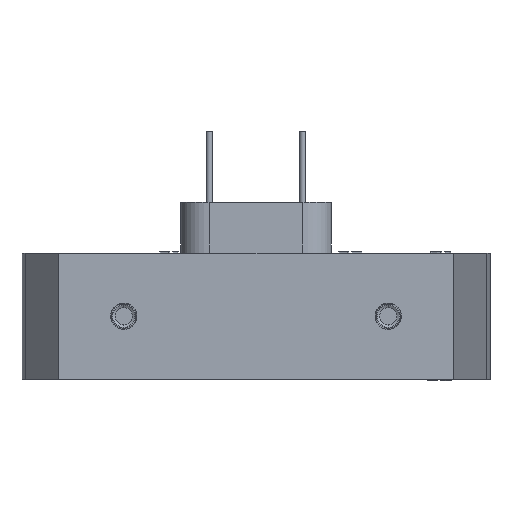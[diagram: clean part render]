
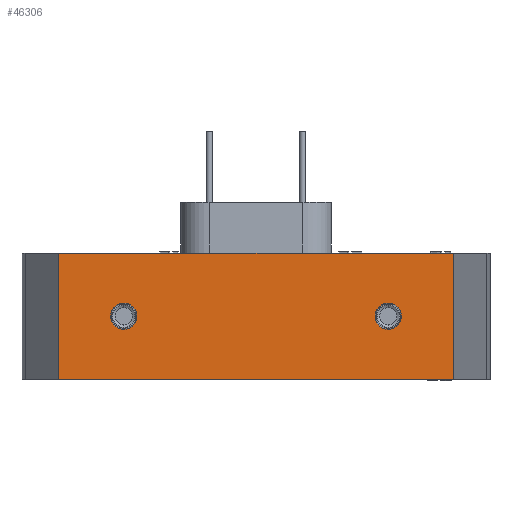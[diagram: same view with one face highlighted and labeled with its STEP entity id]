
A CAD part, front view. The second image highlights one B-rep face of the part: STEP entity #46306.
In plain terms, the highlighted planar face has unit normal (0, -1, 0).
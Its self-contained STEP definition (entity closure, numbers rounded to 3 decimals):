
#93 = DIRECTION ( 'NONE',  ( 0., 0., -1. ) ) ;
#1879 = CARTESIAN_POINT ( 'NONE',  ( -97., -117., 31. ) ) ;
#2715 = VERTEX_POINT ( 'NONE', #81272 ) ;
#6662 = DIRECTION ( 'NONE',  ( 0., 0., -1. ) ) ;
#8976 = DIRECTION ( 'NONE',  ( 0., 1., 0. ) ) ;
#9456 = VERTEX_POINT ( 'NONE', #22659 ) ;
#10379 = DIRECTION ( 'NONE',  ( 1., 0., 0. ) ) ;
#11055 = CARTESIAN_POINT ( 'NONE',  ( 97., -117., 31. ) ) ;
#11283 = AXIS2_PLACEMENT_3D ( 'NONE', #17655, #67088, #24788 ) ;
#13249 = EDGE_CURVE ( 'NONE', #73620, #14130, #40920, .T. ) ;
#13587 = EDGE_CURVE ( 'NONE', #59319, #62932, #38625, .T. ) ;
#14130 = VERTEX_POINT ( 'NONE', #26399 ) ;
#14533 = CARTESIAN_POINT ( 'NONE',  ( 97., -117., 31. ) ) ;
#15450 = AXIS2_PLACEMENT_3D ( 'NONE', #31042, #49041, #6662 ) ;
#16474 = CIRCLE ( 'NONE', #73981, 6.5 ) ;
#16960 = DIRECTION ( 'NONE',  ( 0., 0., -1. ) ) ;
#17237 = ORIENTED_EDGE ( 'NONE', *, *, #77977, .T. ) ;
#17655 = CARTESIAN_POINT ( 'NONE',  ( -65., -117., 0. ) ) ;
#21503 = EDGE_CURVE ( 'NONE', #50670, #73990, #79065, .T. ) ;
#22659 = CARTESIAN_POINT ( 'NONE',  ( 97., -117., -31. ) ) ;
#23197 = EDGE_LOOP ( 'NONE', ( #17237, #63082, #69853, #53363 ) ) ;
#24788 = DIRECTION ( 'NONE',  ( 0., 0., -1. ) ) ;
#24933 = VECTOR ( 'NONE', #63565, 1000. ) ;
#26399 = CARTESIAN_POINT ( 'NONE',  ( 65., -117., 6.5 ) ) ;
#30291 = CARTESIAN_POINT ( 'NONE',  ( -65., -117., 6.5 ) ) ;
#30546 = CIRCLE ( 'NONE', #11283, 6.5 ) ;
#31042 = CARTESIAN_POINT ( 'NONE',  ( -65., -117., 0. ) ) ;
#32820 = AXIS2_PLACEMENT_3D ( 'NONE', #1879, #8976, #58473 ) ;
#33522 = DIRECTION ( 'NONE',  ( 0., -1., 0. ) ) ;
#35764 = CARTESIAN_POINT ( 'NONE',  ( -97., -117., 31. ) ) ;
#38025 = CARTESIAN_POINT ( 'NONE',  ( -97., -117., 31. ) ) ;
#38625 = CIRCLE ( 'NONE', #15450, 6.5 ) ;
#39318 = FACE_BOUND ( 'NONE', #59211, .T. ) ;
#40920 = CIRCLE ( 'NONE', #85304, 6.5 ) ;
#42503 = DIRECTION ( 'NONE',  ( 0., -1., 0. ) ) ;
#44278 = PLANE ( 'NONE',  #32820 ) ;
#45140 = EDGE_CURVE ( 'NONE', #50670, #2715, #87480, .T. ) ;
#46306 = ADVANCED_FACE ( 'NONE', ( #58052, #39318, #79073 ), #44278, .F. ) ;
#49041 = DIRECTION ( 'NONE',  ( 0., -1., 0. ) ) ;
#49764 = ORIENTED_EDGE ( 'NONE', *, *, #13249, .F. ) ;
#49833 = EDGE_LOOP ( 'NONE', ( #49764, #68575 ) ) ;
#50138 = VECTOR ( 'NONE', #10379, 1000. ) ;
#50666 = ORIENTED_EDGE ( 'NONE', *, *, #13587, .F. ) ;
#50670 = VERTEX_POINT ( 'NONE', #90916 ) ;
#51363 = CARTESIAN_POINT ( 'NONE',  ( 65., -117., -6.5 ) ) ;
#52780 = CARTESIAN_POINT ( 'NONE',  ( -97., -117., -31. ) ) ;
#53363 = ORIENTED_EDGE ( 'NONE', *, *, #45140, .T. ) ;
#58052 = FACE_BOUND ( 'NONE', #49833, .T. ) ;
#58473 = DIRECTION ( 'NONE',  ( 0., 0., 1. ) ) ;
#59211 = EDGE_LOOP ( 'NONE', ( #50666, #62574 ) ) ;
#59319 = VERTEX_POINT ( 'NONE', #88731 ) ;
#60258 = DIRECTION ( 'NONE',  ( 0., 0., -1. ) ) ;
#62574 = ORIENTED_EDGE ( 'NONE', *, *, #76028, .F. ) ;
#62932 = VERTEX_POINT ( 'NONE', #30291 ) ;
#63082 = ORIENTED_EDGE ( 'NONE', *, *, #82563, .F. ) ;
#63565 = DIRECTION ( 'NONE',  ( 1., 0., 0. ) ) ;
#66714 = LINE ( 'NONE', #52780, #50138 ) ;
#67088 = DIRECTION ( 'NONE',  ( 0., -1., 0. ) ) ;
#68575 = ORIENTED_EDGE ( 'NONE', *, *, #74675, .F. ) ;
#69853 = ORIENTED_EDGE ( 'NONE', *, *, #21503, .F. ) ;
#72658 = VECTOR ( 'NONE', #60258, 1000. ) ;
#73620 = VERTEX_POINT ( 'NONE', #51363 ) ;
#73981 = AXIS2_PLACEMENT_3D ( 'NONE', #84787, #42503, #93 ) ;
#73990 = VERTEX_POINT ( 'NONE', #14533 ) ;
#74675 = EDGE_CURVE ( 'NONE', #14130, #73620, #16474, .T. ) ;
#74911 = LINE ( 'NONE', #11055, #72658 ) ;
#75781 = CARTESIAN_POINT ( 'NONE',  ( 65., -117., 0. ) ) ;
#76028 = EDGE_CURVE ( 'NONE', #62932, #59319, #30546, .T. ) ;
#77977 = EDGE_CURVE ( 'NONE', #2715, #9456, #66714, .T. ) ;
#79065 = LINE ( 'NONE', #35764, #24933 ) ;
#79073 = FACE_OUTER_BOUND ( 'NONE', #23197, .T. ) ;
#81272 = CARTESIAN_POINT ( 'NONE',  ( -97., -117., -31. ) ) ;
#82563 = EDGE_CURVE ( 'NONE', #73990, #9456, #74911, .T. ) ;
#82903 = DIRECTION ( 'NONE',  ( 0., 0., -1. ) ) ;
#83097 = VECTOR ( 'NONE', #16960, 1000. ) ;
#84787 = CARTESIAN_POINT ( 'NONE',  ( 65., -117., 0. ) ) ;
#85304 = AXIS2_PLACEMENT_3D ( 'NONE', #75781, #33522, #82903 ) ;
#87480 = LINE ( 'NONE', #38025, #83097 ) ;
#88731 = CARTESIAN_POINT ( 'NONE',  ( -65., -117., -6.5 ) ) ;
#90916 = CARTESIAN_POINT ( 'NONE',  ( -97., -117., 31. ) ) ;
